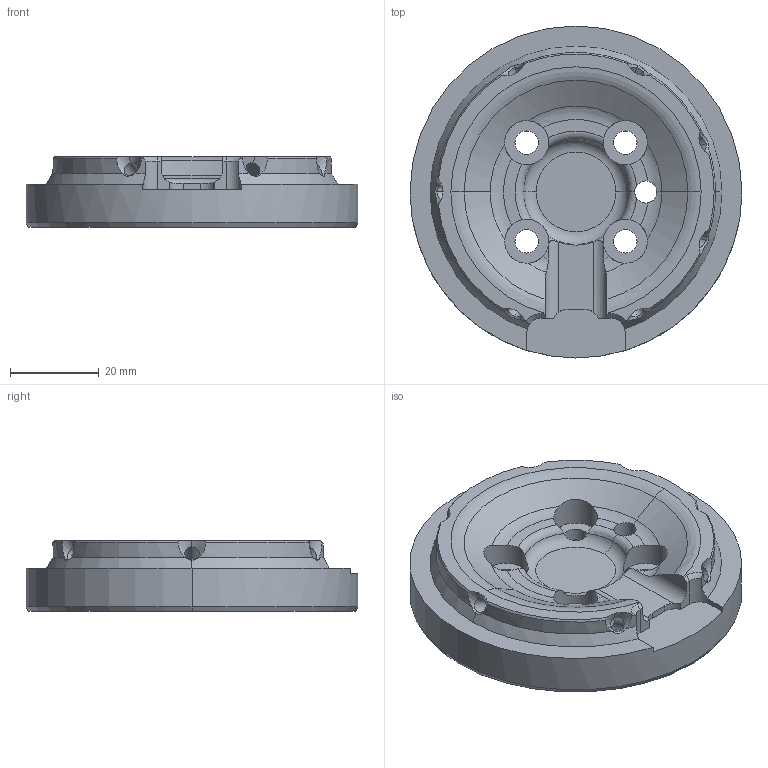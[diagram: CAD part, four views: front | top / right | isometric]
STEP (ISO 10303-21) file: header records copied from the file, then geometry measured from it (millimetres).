
FILE_DESCRIPTION (( 'STEP AP214' ), '1' );
FILE_NAME ('G-063-COUPLING_G-31_5-4M5-1D5.STEP', '2016-01-12T20:38:18', ( '' ), ( '' ), 'SwSTEP 2.0', 'SolidWorks 2013', '' );
FILE_SCHEMA (( 'AUTOMOTIVE_DESIGN' ));
Length unit declared in the file: millimetre
Products named in the file (1): G-063-COUPLING_G-31_5-4M5-1D5
Bounding box: 75 x 75 x 16 mm (x, y, z)
Volume: 45674.2 mm3; surface area: 13974.1 mm2
Topology: 1 solids, 1 shells, 143 faces, 402 edges, 247 vertices
Faces by surface type: cylinder 51, cone 48, plane 26, torus 18
Entity records: 5570 total; most frequent: CARTESIAN_POINT 1685, ORIENTED_EDGE 776, DIRECTION 721, EDGE_CURVE 388, AXIS2_PLACEMENT_3D 305, VERTEX_POINT 247, CIRCLE 161, EDGE_LOOP 153
